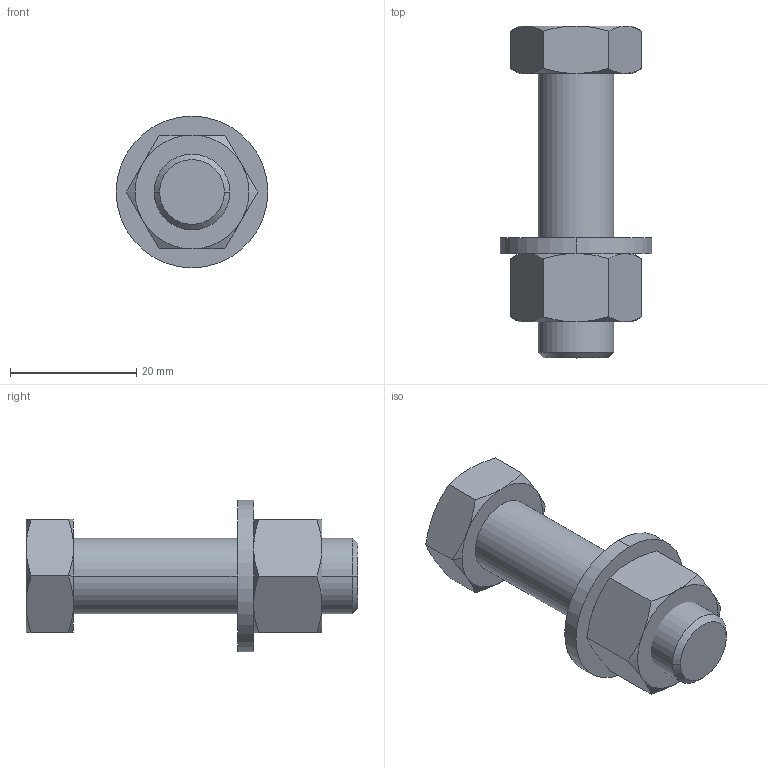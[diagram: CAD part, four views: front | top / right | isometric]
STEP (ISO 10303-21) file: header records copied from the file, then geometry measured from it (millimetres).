
FILE_DESCRIPTION (( 'STEP AP203' ), '1' );
FILE_NAME ('M12X45 NUT FW 26_REV_.step', '2026-01-04T05:03:13', ( '' ), ( '' ), 'SwSTEP 2.0', 'SolidWorks 2025', '' );
FILE_SCHEMA (( 'CONFIG_CONTROL_DESIGN' ));
Length unit declared in the file: millimetre
Products named in the file (4): M12 Hex Nut_M12; M12X45 NUT FW 26_REV_; M12 Flat Washer_M12 FLAT WASHER; M12x45 Bolt_M12x1.75 x40
Assembly tree (3 placements, depth 2):
  M12X45 NUT FW 26_REV_
    M12x45 Bolt_M12x1.75 x40
    M12 Hex Nut_M12
    M12 Flat Washer_M12 FLAT WASHER
Bounding box: 24 x 52.5 x 24 mm (x, y, z)
Volume: 10114.6 mm3; surface area: 4998.8 mm2
Topology: 3 solids, 3 shells, 58 faces, 122 edges, 72 vertices
Faces by surface type: cone 28, plane 20, cylinder 10
Entity records: 2128 total; most frequent: CARTESIAN_POINT 530, DIRECTION 250, ORIENTED_EDGE 244, EDGE_CURVE 122, AXIS2_PLACEMENT_3D 112, VERTEX_POINT 72, EDGE_LOOP 64, FACE_OUTER_BOUND 58
